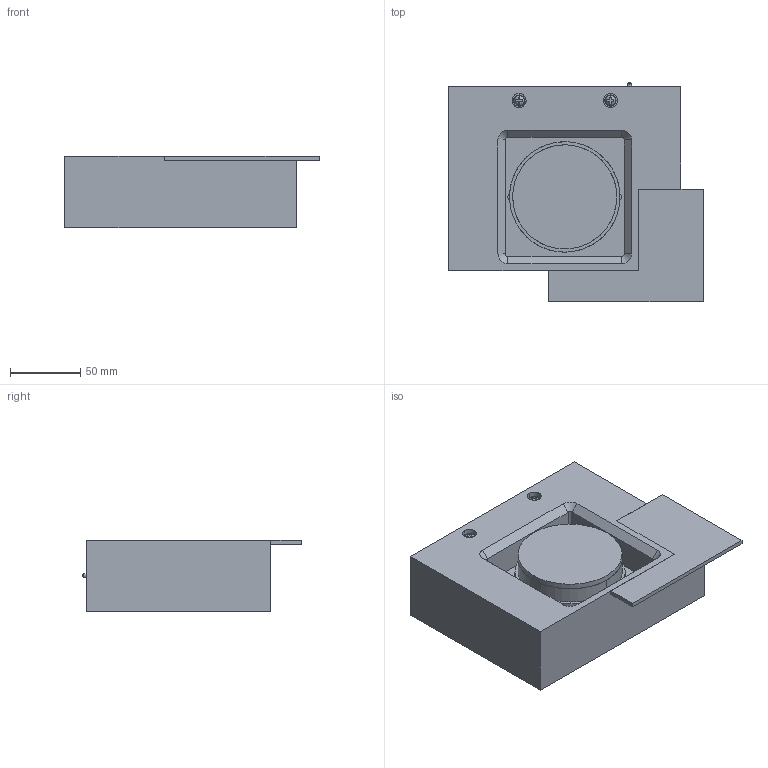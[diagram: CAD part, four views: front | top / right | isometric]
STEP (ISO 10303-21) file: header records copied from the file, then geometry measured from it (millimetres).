
FILE_DESCRIPTION(/* description */ (''),/* implementation_level */ '2;1');
FILE_NAME(/* name */ 'T075_Milet_Parete_1Luce',/* time_stamp */ '2023-09-19T11:08:27+02:00',/* author */ (''),/* organization */ (''),/* preprocessor_version */ 'ST-DEVELOPER v16.5',/* originating_system */ 'Rhino 7.20',/* authorisation */ '');
FILE_SCHEMA (('CONFIG_CONTROL_DESIGN'));
Length unit declared in the file: millimetre
Products named in the file (1): Document
Bounding box: 181 x 156 x 51 mm (x, y, z)
Volume: 688148.9 mm3; surface area: 197857.4 mm2
Topology: 23 solids, 23 shells, 368 faces, 834 edges, 548 vertices
Faces by surface type: plane 189, cylinder 152, bspline 27
Entity records: 9974 total; most frequent: CARTESIAN_POINT 4160, ORIENTED_EDGE 1662, EDGE_CURVE 831, VERTEX_POINT 546, EDGE_LOOP 445, ADVANCED_FACE 368, FACE_OUTER_BOUND 368, B_SPLINE_CURVE_WITH_KNOTS 364
